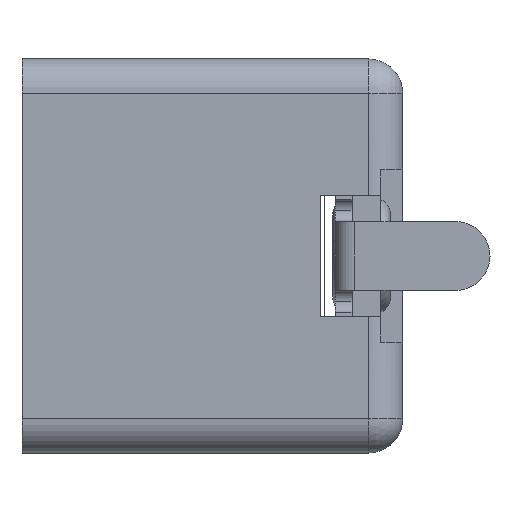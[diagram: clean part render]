
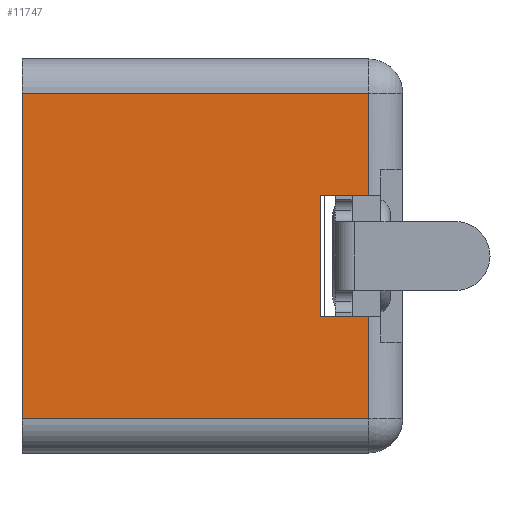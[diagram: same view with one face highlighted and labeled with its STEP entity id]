
A CAD part, left-side view. The second image highlights one B-rep face of the part: STEP entity #11747.
In plain terms, the highlighted planar face has unit normal (-1, 0, 0).
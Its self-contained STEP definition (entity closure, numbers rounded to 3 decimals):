
#3524=DIRECTION('',(0.,0.,-1.));
#3525=VECTOR('',#3524,4.699);
#3526=CARTESIAN_POINT('',(-19.068,-13.711,
9.031));
#3527=LINE('',#3526,#3525);
#3536=DIRECTION('',(0.,0.,-1.));
#3537=VECTOR('',#3536,14.986);
#3538=CARTESIAN_POINT('',(-19.068,2.24,9.031));
#3539=LINE('',#3538,#3537);
#3553=DIRECTION('',(0.,1.,0.));
#3554=VECTOR('',#3553,2.235);
#3555=CARTESIAN_POINT('',(-19.068,-13.711,
4.332));
#3556=LINE('',#3555,#3554);
#3571=DIRECTION('',(0.,-1.,0.));
#3572=VECTOR('',#3571,2.235);
#3573=CARTESIAN_POINT('',(-19.068,-11.476,
-1.256));
#3574=LINE('',#3573,#3572);
#3755=DIRECTION('',(0.,-1.,0.));
#3756=VECTOR('',#3755,15.951);
#3757=CARTESIAN_POINT('',(-19.068,2.24,9.031));
#3758=LINE('',#3757,#3756);
#3838=DIRECTION('',(0.,0.,-1.));
#3839=VECTOR('',#3838,4.699);
#3840=CARTESIAN_POINT('',(-19.068,-13.711,
-1.256));
#3841=LINE('',#3840,#3839);
#3922=DIRECTION('',(0.,1.,0.));
#3923=VECTOR('',#3922,15.951);
#3924=CARTESIAN_POINT('',(-19.068,-13.711,
-5.955));
#3925=LINE('',#3924,#3923);
#4368=DIRECTION('',(0.,0.,-1.));
#4369=VECTOR('',#4368,5.588);
#4370=CARTESIAN_POINT('',(-19.068,-11.476,
4.332));
#4371=LINE('',#4370,#4369);
#8009=CARTESIAN_POINT('',(-19.068,-11.476,
4.332));
#8010=CARTESIAN_POINT('',(-19.068,-11.476,
-1.256));
#8011=VERTEX_POINT('',#8009);
#8012=VERTEX_POINT('',#8010);
#8107=CARTESIAN_POINT('',(-19.068,2.24,9.031));
#8109=VERTEX_POINT('',#8107);
#8111=CARTESIAN_POINT('',(-19.068,-13.711,
9.031));
#8112=VERTEX_POINT('',#8111);
#8121=CARTESIAN_POINT('',(-19.068,-13.711,
-5.955));
#8123=VERTEX_POINT('',#8121);
#8125=CARTESIAN_POINT('',(-19.068,2.24,
-5.955));
#8126=VERTEX_POINT('',#8125);
#8153=CARTESIAN_POINT('',(-19.068,-13.711,
-1.256));
#8154=VERTEX_POINT('',#8153);
#8163=CARTESIAN_POINT('',(-19.068,-13.711,
4.332));
#8164=VERTEX_POINT('',#8163);
#11725=CARTESIAN_POINT('',(-19.068,2.24,
10.606));
#11726=DIRECTION('',(1.,0.,0.));
#11727=DIRECTION('',(0.,0.,-1.));
#11728=AXIS2_PLACEMENT_3D('',#11725,#11726,#11727);
#11729=PLANE('',#11728);
#11731=ORIENTED_EDGE('',*,*,#11730,.T.);
#11733=ORIENTED_EDGE('',*,*,#11732,.T.);
#11735=ORIENTED_EDGE('',*,*,#11734,.T.);
#11737=ORIENTED_EDGE('',*,*,#11736,.T.);
#11739=ORIENTED_EDGE('',*,*,#11738,.T.);
#11741=ORIENTED_EDGE('',*,*,#11740,.F.);
#11743=ORIENTED_EDGE('',*,*,#11742,.T.);
#11744=ORIENTED_EDGE('',*,*,#11711,.T.);
#11745=EDGE_LOOP('',(#11731,#11733,#11735,#11737,#11739,#11741,#11743,#11744));
#11746=FACE_OUTER_BOUND('',#11745,.F.);
#11747=ADVANCED_FACE('',(#11746),#11729,.F.);
#11711=EDGE_CURVE('',#8112,#8164,#3527,.T.);
#11730=EDGE_CURVE('',#8164,#8011,#3556,.T.);
#11732=EDGE_CURVE('',#8011,#8012,#4371,.T.);
#11734=EDGE_CURVE('',#8012,#8154,#3574,.T.);
#11736=EDGE_CURVE('',#8154,#8123,#3841,.T.);
#11738=EDGE_CURVE('',#8123,#8126,#3925,.T.);
#11740=EDGE_CURVE('',#8109,#8126,#3539,.T.);
#11742=EDGE_CURVE('',#8109,#8112,#3758,.T.);
